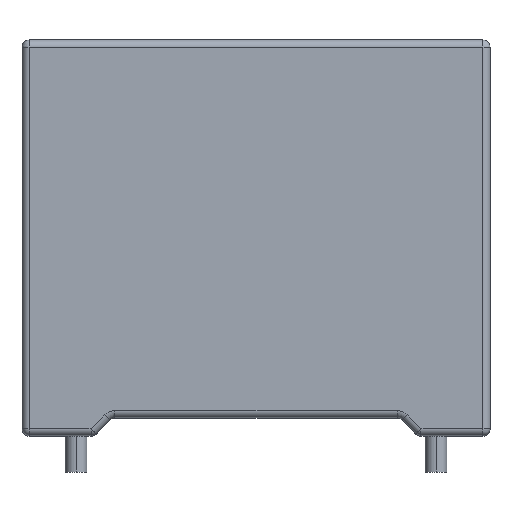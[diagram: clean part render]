
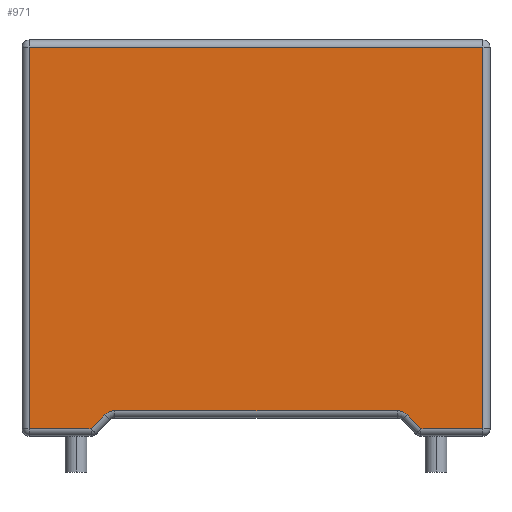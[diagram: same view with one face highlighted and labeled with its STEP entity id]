
A CAD part, top view. The second image highlights one B-rep face of the part: STEP entity #971.
In plain terms, the highlighted planar face has unit normal (0, 0, 1).
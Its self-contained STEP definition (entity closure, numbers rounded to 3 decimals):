
#26 = VERTEX_POINT ( 'NONE', #372 ) ;
#33 = DIRECTION ( 'NONE',  ( -1., 0., 0. ) ) ;
#65 = DIRECTION ( 'NONE',  ( 1., 0., 0. ) ) ;
#77 = DIRECTION ( 'NONE',  ( -1., 0., 0. ) ) ;
#101 = DIRECTION ( 'NONE',  ( 0., 0., 1. ) ) ;
#139 = ORIENTED_EDGE ( 'NONE', *, *, #279, .T. ) ;
#164 = EDGE_CURVE ( 'NONE', #1359, #1552, #817, .T. ) ;
#169 = VECTOR ( 'NONE', #617, 1000. ) ;
#182 = DIRECTION ( 'NONE',  ( 0., -1., 0. ) ) ;
#183 = VERTEX_POINT ( 'NONE', #726 ) ;
#207 = VECTOR ( 'NONE', #65, 1000. ) ;
#211 = ORIENTED_EDGE ( 'NONE', *, *, #777, .T. ) ;
#220 = AXIS2_PLACEMENT_3D ( 'NONE', #1522, #808, #77 ) ;
#254 = VERTEX_POINT ( 'NONE', #411 ) ;
#277 = ORIENTED_EDGE ( 'NONE', *, *, #481, .F. ) ;
#279 = EDGE_CURVE ( 'NONE', #254, #902, #989, .T. ) ;
#296 = ORIENTED_EDGE ( 'NONE', *, *, #1364, .F. ) ;
#305 = CARTESIAN_POINT ( 'NONE',  ( -6.3, 0.2, 2.5 ) ) ;
#320 = DIRECTION ( 'NONE',  ( -1., 0., 0. ) ) ;
#325 = LINE ( 'NONE', #532, #981 ) ;
#351 = CIRCLE ( 'NONE', #552, 0.4 ) ;
#372 = CARTESIAN_POINT ( 'NONE',  ( -4.583, 0.2, 2.5 ) ) ;
#390 = VERTEX_POINT ( 'NONE', #736 ) ;
#409 = VERTEX_POINT ( 'NONE', #1072 ) ;
#411 = CARTESIAN_POINT ( 'NONE',  ( 4.2, 0.583, 2.5 ) ) ;
#414 = ORIENTED_EDGE ( 'NONE', *, *, #1345, .T. ) ;
#423 = ORIENTED_EDGE ( 'NONE', *, *, #1058, .T. ) ;
#433 = LINE ( 'NONE', #816, #1353 ) ;
#440 = ORIENTED_EDGE ( 'NONE', *, *, #1541, .T. ) ;
#445 = CARTESIAN_POINT ( 'NONE',  ( -6.5, 0.7, 2.5 ) ) ;
#481 = EDGE_CURVE ( 'NONE', #409, #696, #351, .T. ) ;
#532 = CARTESIAN_POINT ( 'NONE',  ( 6.3, 11., 2.5 ) ) ;
#552 = AXIS2_PLACEMENT_3D ( 'NONE', #886, #101, #33 ) ;
#604 = LINE ( 'NONE', #1367, #1511 ) ;
#617 = DIRECTION ( 'NONE',  ( -1., 0., 0. ) ) ;
#652 = DIRECTION ( 'NONE',  ( 0., 1., 0. ) ) ;
#665 = VECTOR ( 'NONE', #1322, 1000. ) ;
#669 = EDGE_CURVE ( 'NONE', #1552, #929, #1465, .T. ) ;
#696 = VERTEX_POINT ( 'NONE', #967 ) ;
#702 = EDGE_LOOP ( 'NONE', ( #211, #414, #1486, #737, #423, #440, #277, #949, #296, #139 ) ) ;
#726 = CARTESIAN_POINT ( 'NONE',  ( 3.917, 0.7, 2.5 ) ) ;
#730 = CARTESIAN_POINT ( 'NONE',  ( -0.141, 4.641, 2.5 ) ) ;
#736 = CARTESIAN_POINT ( 'NONE',  ( 6.3, 0.2, 2.5 ) ) ;
#737 = ORIENTED_EDGE ( 'NONE', *, *, #669, .T. ) ;
#769 = DIRECTION ( 'NONE',  ( 1., 0., 0. ) ) ;
#777 = EDGE_CURVE ( 'NONE', #902, #390, #604, .T. ) ;
#779 = AXIS2_PLACEMENT_3D ( 'NONE', #800, #1040, #320 ) ;
#787 = CARTESIAN_POINT ( 'NONE',  ( 4.583, 0.2, 2.5 ) ) ;
#800 = CARTESIAN_POINT ( 'NONE',  ( -6.5, 11., 2.5 ) ) ;
#808 = DIRECTION ( 'NONE',  ( 0., 0., 1. ) ) ;
#816 = CARTESIAN_POINT ( 'NONE',  ( -6.5, 0.2, 2.5 ) ) ;
#817 = LINE ( 'NONE', #1449, #169 ) ;
#818 = VECTOR ( 'NONE', #182, 1000. ) ;
#886 = CARTESIAN_POINT ( 'NONE',  ( -3.917, 0.3, 2.5 ) ) ;
#902 = VERTEX_POINT ( 'NONE', #787 ) ;
#909 = LINE ( 'NONE', #730, #1506 ) ;
#929 = VERTEX_POINT ( 'NONE', #305 ) ;
#949 = ORIENTED_EDGE ( 'NONE', *, *, #957, .T. ) ;
#957 = EDGE_CURVE ( 'NONE', #409, #183, #1496, .T. ) ;
#967 = CARTESIAN_POINT ( 'NONE',  ( -4.2, 0.583, 2.5 ) ) ;
#971 = ADVANCED_FACE ( 'NONE', ( #1463 ), #1396, .F. ) ;
#981 = VECTOR ( 'NONE', #652, 1000. ) ;
#989 = LINE ( 'NONE', #1456, #665 ) ;
#1040 = DIRECTION ( 'NONE',  ( 0., 0., -1. ) ) ;
#1058 = EDGE_CURVE ( 'NONE', #929, #26, #433, .T. ) ;
#1072 = CARTESIAN_POINT ( 'NONE',  ( -3.917, 0.7, 2.5 ) ) ;
#1256 = CIRCLE ( 'NONE', #220, 0.4 ) ;
#1322 = DIRECTION ( 'NONE',  ( 0.707, -0.707, 0. ) ) ;
#1323 = DIRECTION ( 'NONE',  ( 0.707, 0.707, 0. ) ) ;
#1345 = EDGE_CURVE ( 'NONE', #390, #1359, #325, .T. ) ;
#1353 = VECTOR ( 'NONE', #1537, 1000. ) ;
#1359 = VERTEX_POINT ( 'NONE', #1480 ) ;
#1364 = EDGE_CURVE ( 'NONE', #254, #183, #1256, .T. ) ;
#1367 = CARTESIAN_POINT ( 'NONE',  ( -6.5, 0.2, 2.5 ) ) ;
#1396 = PLANE ( 'NONE',  #779 ) ;
#1445 = CARTESIAN_POINT ( 'NONE',  ( -6.3, 10.8, 2.5 ) ) ;
#1449 = CARTESIAN_POINT ( 'NONE',  ( -6.5, 10.8, 2.5 ) ) ;
#1450 = CARTESIAN_POINT ( 'NONE',  ( -6.3, 11., 2.5 ) ) ;
#1456 = CARTESIAN_POINT ( 'NONE',  ( -6.359, 11.141, 2.5 ) ) ;
#1463 = FACE_OUTER_BOUND ( 'NONE', #702, .T. ) ;
#1465 = LINE ( 'NONE', #1450, #818 ) ;
#1480 = CARTESIAN_POINT ( 'NONE',  ( 6.3, 10.8, 2.5 ) ) ;
#1486 = ORIENTED_EDGE ( 'NONE', *, *, #164, .T. ) ;
#1496 = LINE ( 'NONE', #445, #207 ) ;
#1506 = VECTOR ( 'NONE', #1323, 1000. ) ;
#1511 = VECTOR ( 'NONE', #769, 1000. ) ;
#1522 = CARTESIAN_POINT ( 'NONE',  ( 3.917, 0.3, 2.5 ) ) ;
#1537 = DIRECTION ( 'NONE',  ( 1., 0., 0. ) ) ;
#1541 = EDGE_CURVE ( 'NONE', #26, #696, #909, .T. ) ;
#1552 = VERTEX_POINT ( 'NONE', #1445 ) ;
